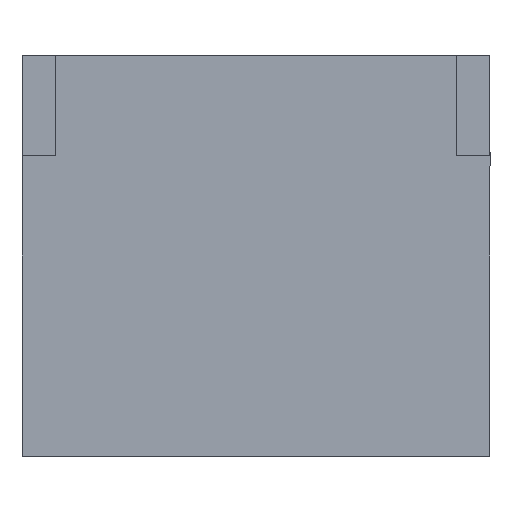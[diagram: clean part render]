
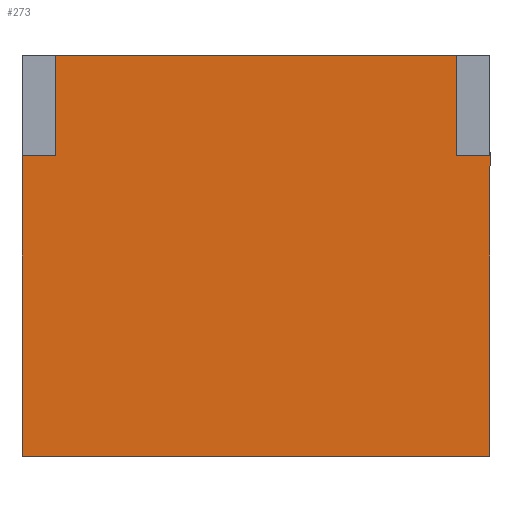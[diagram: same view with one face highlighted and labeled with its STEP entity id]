
A CAD part, front view. The second image highlights one B-rep face of the part: STEP entity #273.
In plain terms, the highlighted planar face has unit normal (0, -1, 0).
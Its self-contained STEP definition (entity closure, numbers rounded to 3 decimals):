
#25=PLANE('',#311);
#39=FACE_OUTER_BOUND('',#55,.T.);
#55=EDGE_LOOP('',(#225,#226,#227,#228,#229,#230,#231,#232));
#67=LINE('',#407,#99);
#71=LINE('',#414,#103);
#79=LINE('',#432,#111);
#81=LINE('',#436,#113);
#83=LINE('',#439,#115);
#84=LINE('',#441,#116);
#85=LINE('',#443,#117);
#86=LINE('',#444,#118);
#99=VECTOR('',#337,10.);
#103=VECTOR('',#343,10.);
#111=VECTOR('',#357,10.);
#113=VECTOR('',#361,10.);
#115=VECTOR('',#365,10.);
#116=VECTOR('',#366,10.);
#117=VECTOR('',#367,10.);
#118=VECTOR('',#368,10.);
#137=VERTEX_POINT('',#404);
#138=VERTEX_POINT('',#406);
#140=VERTEX_POINT('',#412);
#146=VERTEX_POINT('',#429);
#147=VERTEX_POINT('',#431);
#148=VERTEX_POINT('',#435);
#149=VERTEX_POINT('',#440);
#150=VERTEX_POINT('',#442);
#163=EDGE_CURVE('',#138,#137,#67,.T.);
#167=EDGE_CURVE('',#137,#140,#71,.T.);
#175=EDGE_CURVE('',#147,#146,#79,.T.);
#177=EDGE_CURVE('',#148,#147,#81,.T.);
#179=EDGE_CURVE('',#140,#148,#83,.T.);
#180=EDGE_CURVE('',#146,#149,#84,.T.);
#181=EDGE_CURVE('',#149,#150,#85,.T.);
#182=EDGE_CURVE('',#150,#138,#86,.T.);
#225=ORIENTED_EDGE('',*,*,#167,.T.);
#226=ORIENTED_EDGE('',*,*,#179,.T.);
#227=ORIENTED_EDGE('',*,*,#177,.T.);
#228=ORIENTED_EDGE('',*,*,#175,.T.);
#229=ORIENTED_EDGE('',*,*,#180,.T.);
#230=ORIENTED_EDGE('',*,*,#181,.T.);
#231=ORIENTED_EDGE('',*,*,#182,.T.);
#232=ORIENTED_EDGE('',*,*,#163,.T.);
#273=ADVANCED_FACE('',(#39),#25,.T.);
#311=AXIS2_PLACEMENT_3D('',#438,#363,#364);
#337=DIRECTION('',(-1.,0.,0.));
#343=DIRECTION('',(0.,0.,1.));
#357=DIRECTION('',(-1.,0.,0.));
#361=DIRECTION('',(0.,0.,-1.));
#363=DIRECTION('center_axis',(0.,-1.,0.));
#364=DIRECTION('ref_axis',(0.,0.,-1.));
#365=DIRECTION('',(-1.,0.,0.));
#366=DIRECTION('',(0.,0.,-1.));
#367=DIRECTION('',(1.,0.,0.));
#368=DIRECTION('',(0.,0.,1.));
#404=CARTESIAN_POINT('',(-4.992,10.,-15.));
#406=CARTESIAN_POINT('',(0.,10.,-15.));
#407=CARTESIAN_POINT('',(-19.996,10.,-15.));
#412=CARTESIAN_POINT('',(-4.992,10.,0.));
#414=CARTESIAN_POINT('',(-4.992,10.,-15.));
#429=CARTESIAN_POINT('',(-70.,10.,-15.));
#431=CARTESIAN_POINT('',(-65.,10.,-15.));
#432=CARTESIAN_POINT('',(-52.5,10.,-15.));
#435=CARTESIAN_POINT('',(-65.,10.,0.));
#436=CARTESIAN_POINT('',(-65.,10.,-22.5));
#438=CARTESIAN_POINT('Origin',(-35.,10.,-30.));
#439=CARTESIAN_POINT('',(-52.5,10.,0.));
#440=CARTESIAN_POINT('',(-70.,10.,-60.));
#441=CARTESIAN_POINT('',(-70.,10.,-45.));
#442=CARTESIAN_POINT('',(0.,10.,-60.));
#443=CARTESIAN_POINT('',(-17.5,10.,-60.));
#444=CARTESIAN_POINT('',(0.,10.,-15.));
